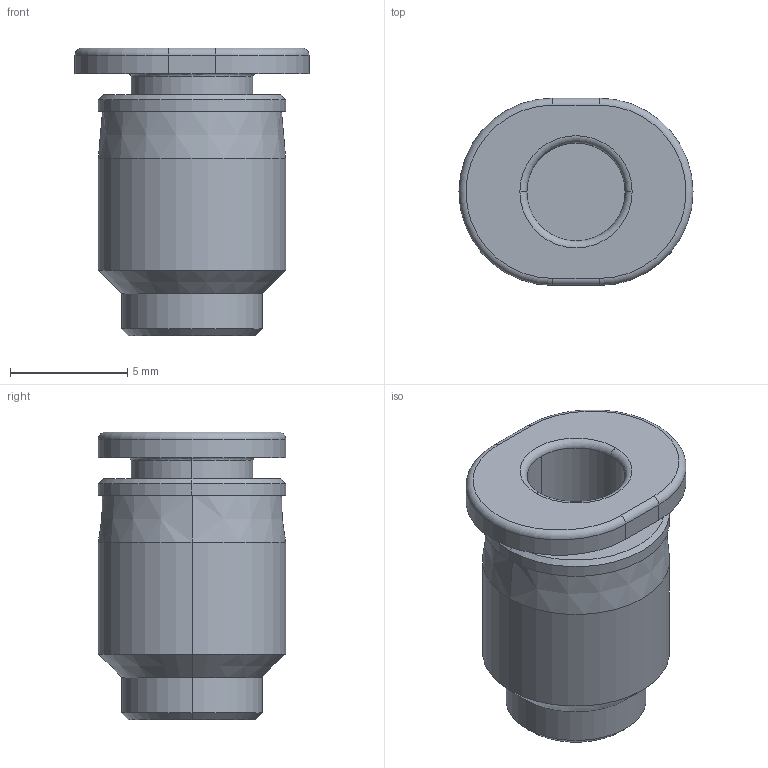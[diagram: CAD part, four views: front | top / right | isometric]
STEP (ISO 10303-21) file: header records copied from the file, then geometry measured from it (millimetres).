
FILE_DESCRIPTION((''),'2;1');
FILE_NAME('PPF04C-mdt.stp','2017-07-24T15:10:53',(''),(''),'Mechanical Desktop 2009','Mechanical Desktop 2009',', , ');
FILE_SCHEMA(('CONFIG_CONTROL_DESIGN'));
Length unit declared in the file: millimetre
Products named in the file (3): PPF04C-MDTA; PPF04C-MDT; COLLAR-L04C
Assembly tree (3 placements, depth 2):
  PPF04C-MDTA
    PPF04C-MDT
    COLLAR-L04C  x2
Bounding box: 10 x 8 x 12.3 mm (x, y, z)
Volume: 395.7 mm3; surface area: 608.8 mm2
Topology: 1 solids, 1 shells, 36 faces, 74 edges, 44 vertices
Faces by surface type: cylinder 14, cone 8, plane 8, torus 4, bspline 2
Entity records: 1167 total; most frequent: CARTESIAN_POINT 246, DIRECTION 196, ORIENTED_EDGE 148, AXIS2_PLACEMENT_3D 84, EDGE_CURVE 74, CIRCLE 46, VERTEX_POINT 44, EDGE_LOOP 40
